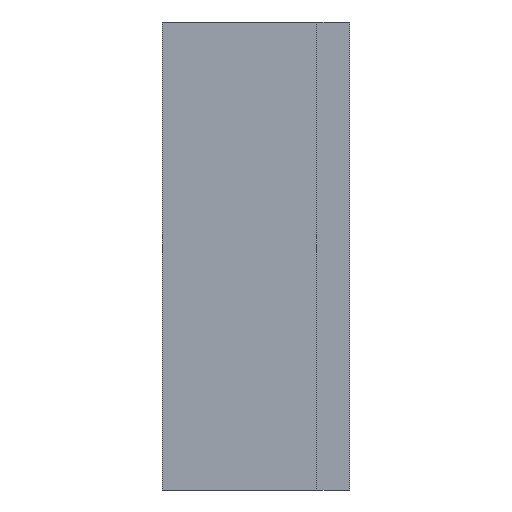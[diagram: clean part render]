
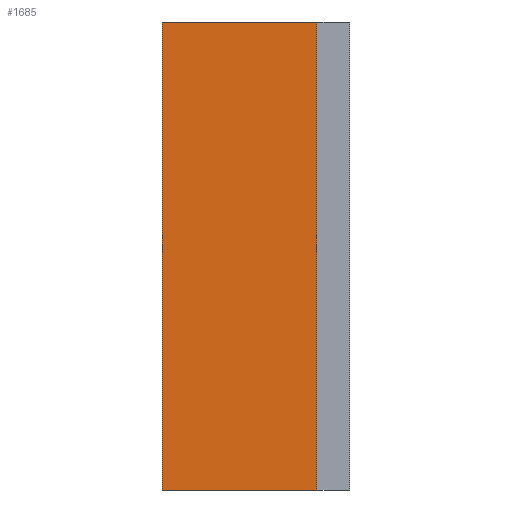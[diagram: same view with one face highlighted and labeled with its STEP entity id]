
A CAD part, left-side view. The second image highlights one B-rep face of the part: STEP entity #1685.
In plain terms, the highlighted planar face has unit normal (-1, 0, 0).
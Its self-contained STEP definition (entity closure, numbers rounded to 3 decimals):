
#29 = LINE ( 'NONE', #3464, #3949 ) ;
#47 = VERTEX_POINT ( 'NONE', #2823 ) ;
#259 = DIRECTION ( 'NONE',  ( 0., -1., 0. ) ) ;
#316 = ORIENTED_EDGE ( 'NONE', *, *, #1459, .T. ) ;
#362 = EDGE_CURVE ( 'NONE', #47, #3711, #731, .T. ) ;
#374 = EDGE_LOOP ( 'NONE', ( #1117, #393, #383, #316 ) ) ;
#382 = CARTESIAN_POINT ( 'NONE',  ( -1., 0.8, -1. ) ) ;
#383 = ORIENTED_EDGE ( 'NONE', *, *, #1033, .F. ) ;
#393 = ORIENTED_EDGE ( 'NONE', *, *, #362, .F. ) ;
#440 = CARTESIAN_POINT ( 'NONE',  ( -1., 0.14, -1. ) ) ;
#532 = AXIS2_PLACEMENT_3D ( 'NONE', #588, #2255, #914 ) ;
#588 = CARTESIAN_POINT ( 'NONE',  ( -1., 0.8, 1. ) ) ;
#731 = LINE ( 'NONE', #1252, #2119 ) ;
#881 = CARTESIAN_POINT ( 'NONE',  ( -1., 0.14, 1. ) ) ;
#914 = DIRECTION ( 'NONE',  ( 0., 0., -1. ) ) ;
#1033 = EDGE_CURVE ( 'NONE', #1357, #47, #1085, .T. ) ;
#1085 = LINE ( 'NONE', #1564, #1832 ) ;
#1117 = ORIENTED_EDGE ( 'NONE', *, *, #3117, .F. ) ;
#1249 = PLANE ( 'NONE',  #532 ) ;
#1252 = CARTESIAN_POINT ( 'NONE',  ( -1., 0.8, 1. ) ) ;
#1357 = VERTEX_POINT ( 'NONE', #382 ) ;
#1459 = EDGE_CURVE ( 'NONE', #1357, #2278, #1932, .T. ) ;
#1564 = CARTESIAN_POINT ( 'NONE',  ( -1., 0.8, 1. ) ) ;
#1685 = ADVANCED_FACE ( 'NONE', ( #3424 ), #1249, .F. ) ;
#1832 = VECTOR ( 'NONE', #3272, 1000. ) ;
#1932 = LINE ( 'NONE', #2591, #3306 ) ;
#2119 = VECTOR ( 'NONE', #259, 1000. ) ;
#2255 = DIRECTION ( 'NONE',  ( 1., 0., 0. ) ) ;
#2278 = VERTEX_POINT ( 'NONE', #440 ) ;
#2591 = CARTESIAN_POINT ( 'NONE',  ( -1., 0.8, -1. ) ) ;
#2813 = DIRECTION ( 'NONE',  ( 0., -1., 0. ) ) ;
#2823 = CARTESIAN_POINT ( 'NONE',  ( -1., 0.8, 1. ) ) ;
#3117 = EDGE_CURVE ( 'NONE', #3711, #2278, #29, .T. ) ;
#3272 = DIRECTION ( 'NONE',  ( 0., 0., 1. ) ) ;
#3306 = VECTOR ( 'NONE', #2813, 1000. ) ;
#3424 = FACE_OUTER_BOUND ( 'NONE', #374, .T. ) ;
#3464 = CARTESIAN_POINT ( 'NONE',  ( -1., 0.14, 1. ) ) ;
#3711 = VERTEX_POINT ( 'NONE', #881 ) ;
#3837 = DIRECTION ( 'NONE',  ( 0., 0., -1. ) ) ;
#3949 = VECTOR ( 'NONE', #3837, 1000. ) ;
